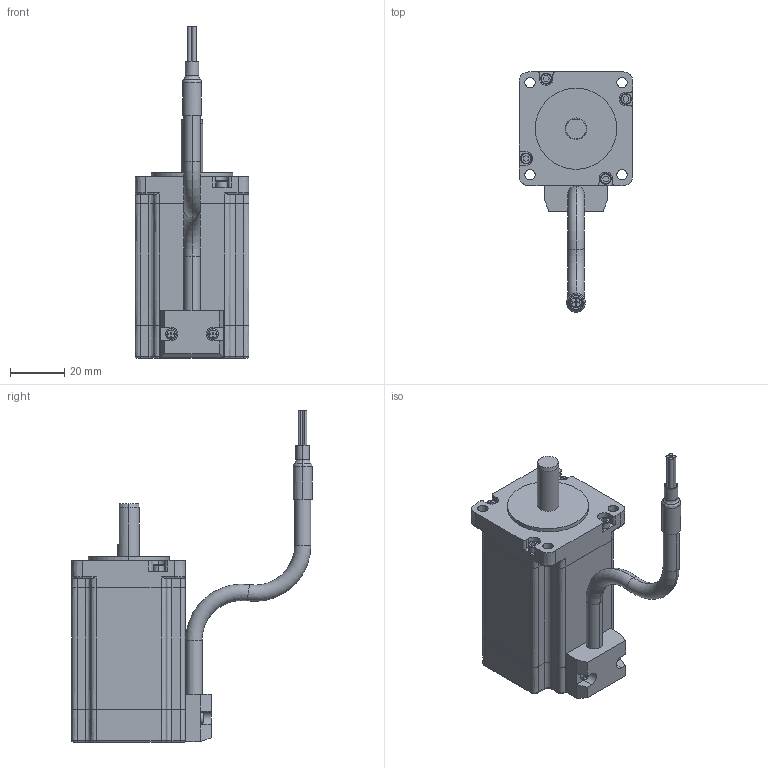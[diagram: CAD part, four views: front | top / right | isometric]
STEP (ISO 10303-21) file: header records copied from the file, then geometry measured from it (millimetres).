
FILE_DESCRIPTION (( 'STEP AP203' ), '1' );
FILE_NAME ('17HS26-2304S.STEP', '2019-05-27T09:12:16', ( '' ), ( '' ), 'SwSTEP 2.0', 'SolidWorks 2016', '' );
FILE_SCHEMA (( 'CONFIG_CONTROL_DESIGN' ));
Length unit declared in the file: millimetre
Products named in the file (1): 17HS26-2304S
Bounding box: 42 x 88.78 x 122.6 mm (x, y, z)
Volume: 113066.2 mm3; surface area: 22669.5 mm2
Topology: 1 solids, 1 shells, 337 faces, 849 edges, 548 vertices
Faces by surface type: plane 159, bspline 96, cylinder 71, torus 8, cone 3
Entity records: 13531 total; most frequent: CARTESIAN_POINT 6169, ORIENTED_EDGE 1698, DIRECTION 1148, EDGE_CURVE 849, VERTEX_POINT 548, AXIS2_PLACEMENT_3D 395, EDGE_LOOP 381, VECTOR 358
